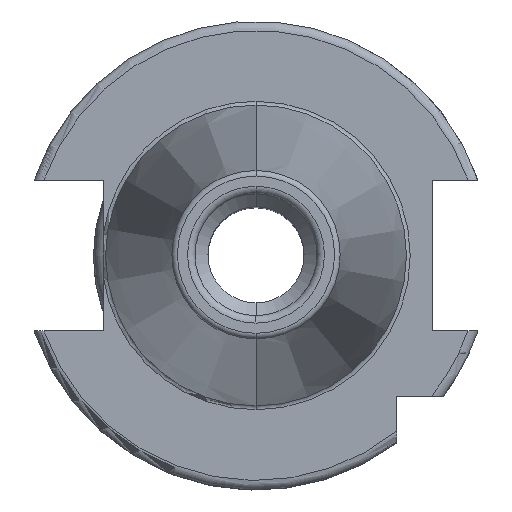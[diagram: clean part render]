
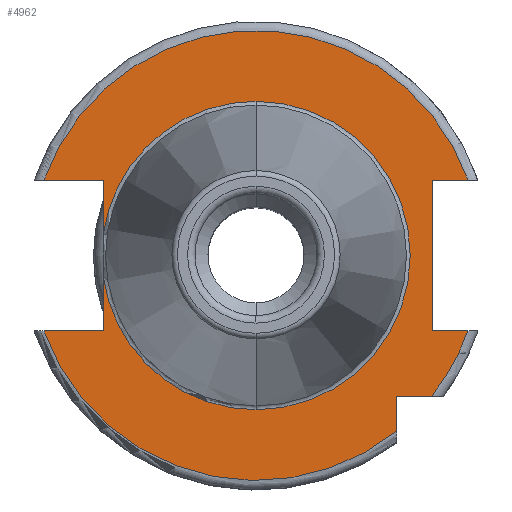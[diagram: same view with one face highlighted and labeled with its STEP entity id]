
A CAD part, top view. The second image highlights one B-rep face of the part: STEP entity #4962.
In plain terms, the highlighted planar face has unit normal (0, 0, 1).
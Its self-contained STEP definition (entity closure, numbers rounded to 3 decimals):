
#565=CARTESIAN_POINT('',(0,0,15.9));
#566=DIRECTION('',(0,0,1));
#567=DIRECTION('',(0.942,0.335,0));
#568=AXIS2_PLACEMENT_3D('',#565,#566,#567);
#616=CARTESIAN_POINT('',(0,0,15.9));
#617=DIRECTION('',(0,0,1));
#618=DIRECTION('',(-0.942,-0.335,0));
#619=AXIS2_PLACEMENT_3D('',#616,#617,#618);
#632=DIRECTION('',(1,0,0));
#633=VECTOR('',#632,6.31);
#634=CARTESIAN_POINT('',(-22.61,-8.05,15.9));
#635=LINE('',#634,#633);
#636=DIRECTION('',(0,1,0));
#637=VECTOR('',#636,5.834);
#638=CARTESIAN_POINT('',(-16.3,-8.05,15.9));
#639=LINE('',#638,#637);
#640=DIRECTION('',(0,1,0));
#641=VECTOR('',#640,5.834);
#642=CARTESIAN_POINT('',(-16.3,2.216,15.9));
#643=LINE('',#642,#641);
#644=DIRECTION('',(1,0,0));
#645=VECTOR('',#644,6.31);
#646=CARTESIAN_POINT('',(-22.61,8.05,15.9));
#647=LINE('',#646,#645);
#648=DIRECTION('',(-1,0,0));
#649=VECTOR('',#648,3.81);
#650=CARTESIAN_POINT('',(22.61,8.05,15.9));
#651=LINE('',#650,#649);
#652=DIRECTION('',(0,-1,0));
#653=VECTOR('',#652,16.1);
#654=CARTESIAN_POINT('',(18.8,8.05,15.9));
#655=LINE('',#654,#653);
#656=DIRECTION('',(-1,0,0));
#657=VECTOR('',#656,3.81);
#658=CARTESIAN_POINT('',(22.61,-8.05,15.9));
#659=LINE('',#658,#657);
#660=CARTESIAN_POINT('',(0,0,15.9));
#661=DIRECTION('',(0,0,1));
#662=DIRECTION('',(0.781,-0.625,0));
#663=AXIS2_PLACEMENT_3D('',#660,#661,#662);
#665=DIRECTION('',(-1,0,0));
#666=VECTOR('',#665,3.735);
#667=CARTESIAN_POINT('',(18.735,-15,15.9));
#668=LINE('',#667,#666);
#669=DIRECTION('',(0,1,0));
#670=VECTOR('',#669,3.735);
#671=CARTESIAN_POINT('',(15,-18.735,15.9));
#672=LINE('',#671,#670);
#684=CARTESIAN_POINT('',(0,0,15.9));
#685=DIRECTION('',(0,0,1));
#686=DIRECTION('',(0,1,0));
#687=AXIS2_PLACEMENT_3D('',#684,#685,#686);
#699=CARTESIAN_POINT('',(0,0,15.9));
#700=DIRECTION('',(0,0,1));
#701=DIRECTION('',(-0.991,-0.135,0));
#702=AXIS2_PLACEMENT_3D('',#699,#700,#701);
#704=CARTESIAN_POINT('',(0,0,15.9));
#705=DIRECTION('',(0,0,-1));
#706=DIRECTION('',(0,1,0));
#707=AXIS2_PLACEMENT_3D('',#704,#705,#706);
#3759=CARTESIAN_POINT('',(0,16.45,15.9));
#3761=VERTEX_POINT('',#3759);
#3781=CARTESIAN_POINT('',(0,-16.45,15.9));
#3783=VERTEX_POINT('',#3781);
#3893=CARTESIAN_POINT('',(-22.61,-8.05,15.9));
#3894=CARTESIAN_POINT('',(-16.3,-8.05,15.9));
#3895=VERTEX_POINT('',#3893);
#3896=VERTEX_POINT('',#3894);
#3897=CARTESIAN_POINT('',(-16.3,-2.216,15.9));
#3898=VERTEX_POINT('',#3897);
#3899=CARTESIAN_POINT('',(-16.3,2.216,15.9));
#3900=CARTESIAN_POINT('',(-16.3,8.05,15.9));
#3901=VERTEX_POINT('',#3899);
#3902=VERTEX_POINT('',#3900);
#3903=CARTESIAN_POINT('',(-22.61,8.05,15.9));
#3904=VERTEX_POINT('',#3903);
#3905=CARTESIAN_POINT('',(18.8,8.05,15.9));
#3906=CARTESIAN_POINT('',(18.8,-8.05,15.9));
#3907=VERTEX_POINT('',#3905);
#3908=VERTEX_POINT('',#3906);
#3909=CARTESIAN_POINT('',(22.61,-8.05,15.9));
#3910=VERTEX_POINT('',#3909);
#3911=CARTESIAN_POINT('',(22.61,8.05,15.9));
#3912=VERTEX_POINT('',#3911);
#3913=CARTESIAN_POINT('',(15,-18.735,15.9));
#3914=CARTESIAN_POINT('',(15,-15,15.9));
#3915=VERTEX_POINT('',#3913);
#3916=VERTEX_POINT('',#3914);
#3917=CARTESIAN_POINT('',(18.735,-15,15.9));
#3918=VERTEX_POINT('',#3917);
#4935=CARTESIAN_POINT('',(0,0,15.9));
#4936=DIRECTION('',(0,0,-1));
#4937=DIRECTION('',(0,-1,0));
#4938=AXIS2_PLACEMENT_3D('',#4935,#4936,#4937);
#4939=PLANE('',#4938);
#4940=ORIENTED_EDGE('',*,*,#4490,.T.);
#4941=ORIENTED_EDGE('',*,*,#4524,.T.);
#4943=ORIENTED_EDGE('',*,*,#4942,.T.);
#4945=ORIENTED_EDGE('',*,*,#4944,.F.);
#4947=ORIENTED_EDGE('',*,*,#4946,.T.);
#4948=ORIENTED_EDGE('',*,*,#4520,.T.);
#4949=ORIENTED_EDGE('',*,*,#4553,.F.);
#4950=ORIENTED_EDGE('',*,*,#4913,.F.);
#4952=ORIENTED_EDGE('',*,*,#4951,.T.);
#4954=ORIENTED_EDGE('',*,*,#4953,.T.);
#4955=ORIENTED_EDGE('',*,*,#4440,.F.);
#4956=ORIENTED_EDGE('',*,*,#4903,.F.);
#4957=ORIENTED_EDGE('',*,*,#4606,.T.);
#4958=ORIENTED_EDGE('',*,*,#4649,.F.);
#4959=ORIENTED_EDGE('',*,*,#4929,.F.);
#4960=EDGE_LOOP('',(#4940,#4941,#4943,#4945,#4947,#4948,#4949,#4950,#4952,#4954,
#4955,#4956,#4957,#4958,#4959));
#4961=FACE_OUTER_BOUND('',#4960,.F.);
#4962=ADVANCED_FACE('',(#4961),#4939,.F.);
#569=CIRCLE('',#568,24);
#620=CIRCLE('',#619,24);
#664=CIRCLE('',#663,24);
#688=CIRCLE('',#687,16.45);
#703=CIRCLE('',#702,16.45);
#708=CIRCLE('',#707,16.45);
#4440=EDGE_CURVE('',#3910,#3908,#659,.T.);
#4490=EDGE_CURVE('',#3895,#3896,#635,.T.);
#4520=EDGE_CURVE('',#3901,#3902,#643,.T.);
#4524=EDGE_CURVE('',#3896,#3898,#639,.T.);
#4553=EDGE_CURVE('',#3904,#3902,#647,.T.);
#4606=EDGE_CURVE('',#3918,#3916,#668,.T.);
#4649=EDGE_CURVE('',#3915,#3916,#672,.T.);
#4903=EDGE_CURVE('',#3918,#3910,#664,.T.);
#4913=EDGE_CURVE('',#3912,#3904,#569,.T.);
#4929=EDGE_CURVE('',#3895,#3915,#620,.T.);
#4942=EDGE_CURVE('',#3898,#3783,#703,.T.);
#4944=EDGE_CURVE('',#3761,#3783,#708,.T.);
#4946=EDGE_CURVE('',#3761,#3901,#688,.T.);
#4951=EDGE_CURVE('',#3912,#3907,#651,.T.);
#4953=EDGE_CURVE('',#3907,#3908,#655,.T.);
